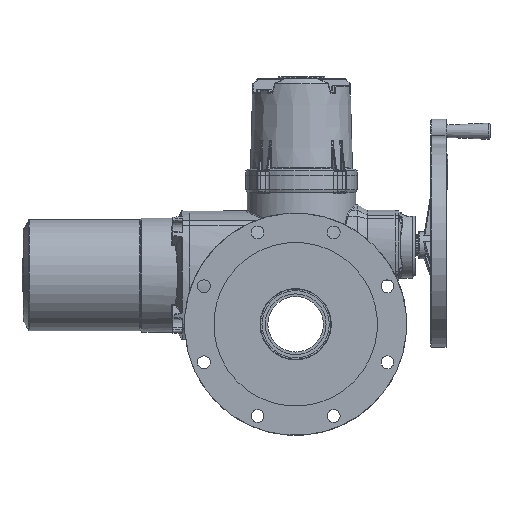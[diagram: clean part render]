
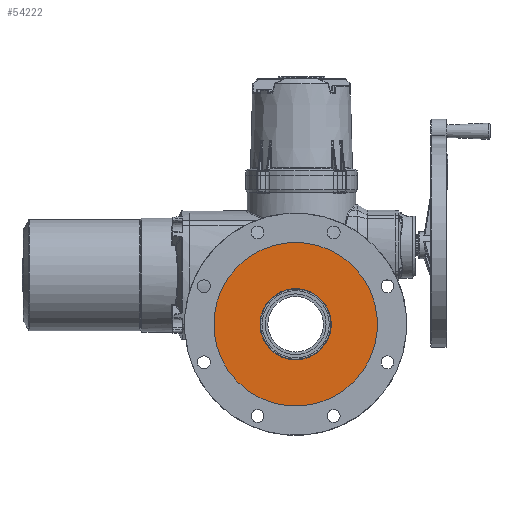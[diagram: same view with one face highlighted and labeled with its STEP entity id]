
A CAD part, front view. The second image highlights one B-rep face of the part: STEP entity #54222.
In plain terms, the highlighted planar face has unit normal (0, -1, 0).
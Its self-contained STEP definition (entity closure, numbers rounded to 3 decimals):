
#387=FACE_BOUND('',#15318,.T.);
#9032=PLANE('',#60288);
#11685=FACE_OUTER_BOUND('',#15317,.T.);
#15317=EDGE_LOOP('',(#46031,#46032));
#15318=EDGE_LOOP('',(#46033,#46034));
#19005=CIRCLE('',#59609,140.);
#19006=CIRCLE('',#59610,140.);
#19137=CIRCLE('',#59773,61.);
#19138=CIRCLE('',#59774,61.);
#23759=VERTEX_POINT('',#153286);
#23760=VERTEX_POINT('',#153287);
#23941=VERTEX_POINT('',#155678);
#23942=VERTEX_POINT('',#155680);
#30940=EDGE_CURVE('',#23759,#23760,#19005,.T.);
#30941=EDGE_CURVE('',#23760,#23759,#19006,.T.);
#31151=EDGE_CURVE('',#23942,#23941,#19137,.T.);
#31152=EDGE_CURVE('',#23941,#23942,#19138,.T.);
#46031=ORIENTED_EDGE('',*,*,#30940,.T.);
#46032=ORIENTED_EDGE('',*,*,#30941,.T.);
#46033=ORIENTED_EDGE('',*,*,#31151,.T.);
#46034=ORIENTED_EDGE('',*,*,#31152,.T.);
#54222=ADVANCED_FACE('',(#11685,#387),#9032,.T.);
#59609=AXIS2_PLACEMENT_3D('',#153288,#72194,#72195);
#59610=AXIS2_PLACEMENT_3D('',#153289,#72196,#72197);
#59773=AXIS2_PLACEMENT_3D('',#155681,#72577,#72578);
#59774=AXIS2_PLACEMENT_3D('',#155682,#72579,#72580);
#60288=AXIS2_PLACEMENT_3D('',#161424,#73771,#73772);
#72194=DIRECTION('center_axis',(0.,-1.,0.));
#72195=DIRECTION('ref_axis',(0.,0.,-1.));
#72196=DIRECTION('center_axis',(0.,-1.,0.));
#72197=DIRECTION('ref_axis',(0.,0.,-1.));
#72577=DIRECTION('center_axis',(0.,1.,0.));
#72578=DIRECTION('ref_axis',(0.,0.,-1.));
#72579=DIRECTION('center_axis',(0.,1.,0.));
#72580=DIRECTION('ref_axis',(0.,0.,-1.));
#73771=DIRECTION('center_axis',(0.,-1.,0.));
#73772=DIRECTION('ref_axis',(0.,0.,-1.));
#153286=CARTESIAN_POINT('',(0.,-87.,-140.));
#153287=CARTESIAN_POINT('',(0.,-87.,140.));
#153288=CARTESIAN_POINT('Origin',(0.,-87.,0.));
#153289=CARTESIAN_POINT('Origin',(0.,-87.,0.));
#155678=CARTESIAN_POINT('',(0.,-87.,61.));
#155680=CARTESIAN_POINT('',(0.,-87.,-61.));
#155681=CARTESIAN_POINT('Origin',(0.,-87.,0.));
#155682=CARTESIAN_POINT('Origin',(0.,-87.,0.));
#161424=CARTESIAN_POINT('Origin',(0.,-87.,0.));
